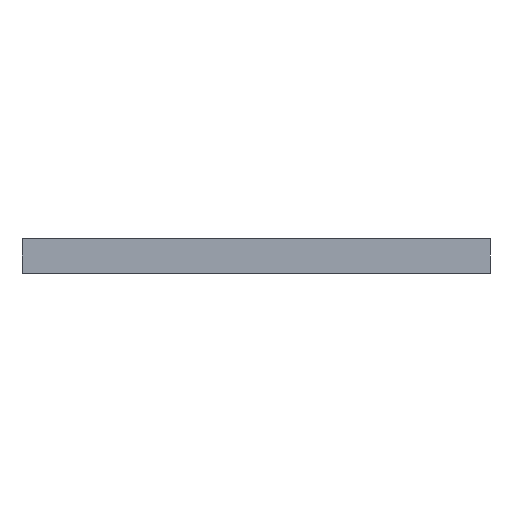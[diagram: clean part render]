
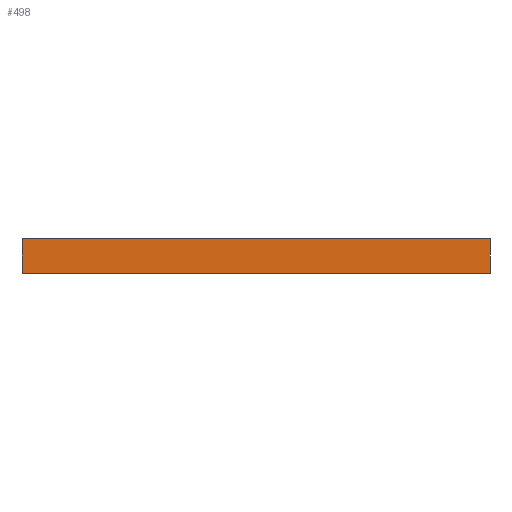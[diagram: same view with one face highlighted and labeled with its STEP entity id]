
A CAD part, front view. The second image highlights one B-rep face of the part: STEP entity #498.
In plain terms, the highlighted planar face has unit normal (0, -1, 0).
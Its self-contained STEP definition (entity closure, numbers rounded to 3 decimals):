
#10 = EDGE_LOOP ( 'NONE', ( #53, #150, #352, #361 ) ) ;
#11 = VECTOR ( 'NONE', #535, 1000. ) ;
#27 = VERTEX_POINT ( 'NONE', #44 ) ;
#44 = CARTESIAN_POINT ( 'NONE',  ( -34., -55., 5. ) ) ;
#53 = ORIENTED_EDGE ( 'NONE', *, *, #476, .T. ) ;
#64 = VERTEX_POINT ( 'NONE', #336 ) ;
#68 = CARTESIAN_POINT ( 'NONE',  ( -34., -55., 5. ) ) ;
#115 = FACE_OUTER_BOUND ( 'NONE', #10, .T. ) ;
#123 = LINE ( 'NONE', #391, #379 ) ;
#140 = LINE ( 'NONE', #290, #604 ) ;
#150 = ORIENTED_EDGE ( 'NONE', *, *, #315, .F. ) ;
#177 = DIRECTION ( 'NONE',  ( 0., 0., 1. ) ) ;
#226 = DIRECTION ( 'NONE',  ( 0., 1., 0. ) ) ;
#261 = EDGE_CURVE ( 'NONE', #27, #64, #635, .T. ) ;
#267 = DIRECTION ( 'NONE',  ( 1., 0., 0. ) ) ;
#290 = CARTESIAN_POINT ( 'NONE',  ( 34., -55., 5. ) ) ;
#315 = EDGE_CURVE ( 'NONE', #681, #420, #140, .T. ) ;
#333 = VECTOR ( 'NONE', #267, 1000. ) ;
#336 = CARTESIAN_POINT ( 'NONE',  ( -34., -55., 0. ) ) ;
#347 = CARTESIAN_POINT ( 'NONE',  ( -34., -55., 5. ) ) ;
#352 = ORIENTED_EDGE ( 'NONE', *, *, #393, .F. ) ;
#361 = ORIENTED_EDGE ( 'NONE', *, *, #261, .T. ) ;
#370 = LINE ( 'NONE', #657, #333 ) ;
#373 = CARTESIAN_POINT ( 'NONE',  ( 34., -55., 0. ) ) ;
#379 = VECTOR ( 'NONE', #396, 1000. ) ;
#391 = CARTESIAN_POINT ( 'NONE',  ( -34., -55., 0. ) ) ;
#393 = EDGE_CURVE ( 'NONE', #27, #681, #370, .T. ) ;
#396 = DIRECTION ( 'NONE',  ( 1., 0., 0. ) ) ;
#420 = VERTEX_POINT ( 'NONE', #373 ) ;
#426 = DIRECTION ( 'NONE',  ( 0., 0., -1. ) ) ;
#444 = AXIS2_PLACEMENT_3D ( 'NONE', #68, #226, #177 ) ;
#445 = PLANE ( 'NONE',  #444 ) ;
#476 = EDGE_CURVE ( 'NONE', #64, #420, #123, .T. ) ;
#498 = ADVANCED_FACE ( 'NONE', ( #115 ), #445, .F. ) ;
#534 = CARTESIAN_POINT ( 'NONE',  ( 34., -55., 5. ) ) ;
#535 = DIRECTION ( 'NONE',  ( 0., 0., -1. ) ) ;
#604 = VECTOR ( 'NONE', #426, 1000. ) ;
#635 = LINE ( 'NONE', #347, #11 ) ;
#657 = CARTESIAN_POINT ( 'NONE',  ( -34., -55., 5. ) ) ;
#681 = VERTEX_POINT ( 'NONE', #534 ) ;
